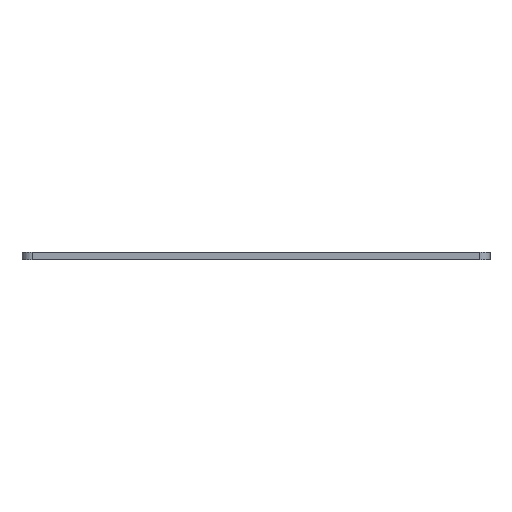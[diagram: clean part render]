
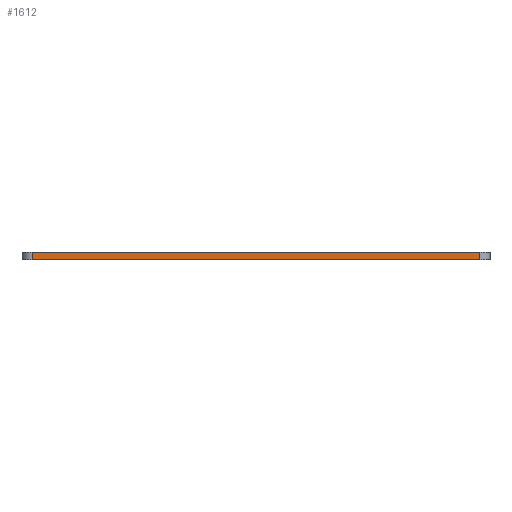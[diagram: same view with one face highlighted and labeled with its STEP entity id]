
A CAD part, left-side view. The second image highlights one B-rep face of the part: STEP entity #1612.
In plain terms, the highlighted planar face has unit normal (-1, 0, 0).
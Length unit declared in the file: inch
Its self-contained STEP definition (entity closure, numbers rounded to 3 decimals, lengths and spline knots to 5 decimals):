
#49=PLANE('',#1761);
#104=FACE_OUTER_BOUND('',#198,.T.);
#198=EDGE_LOOP('',(#1237,#1238,#1239,#1240));
#294=LINE('',#2420,#454);
#343=LINE('',#2591,#503);
#345=LINE('',#2595,#505);
#346=LINE('',#2596,#506);
#454=VECTOR('',#1926,0.3937);
#503=VECTOR('',#2075,0.3937);
#505=VECTOR('',#2079,0.3937);
#506=VECTOR('',#2080,0.3937);
#702=VERTEX_POINT('',#2417);
#703=VERTEX_POINT('',#2419);
#775=VERTEX_POINT('',#2589);
#776=VERTEX_POINT('',#2594);
#870=EDGE_CURVE('',#703,#702,#294,.T.);
#956=EDGE_CURVE('',#775,#702,#343,.T.);
#958=EDGE_CURVE('',#776,#775,#345,.T.);
#959=EDGE_CURVE('',#703,#776,#346,.T.);
#1237=ORIENTED_EDGE('',*,*,#956,.F.);
#1238=ORIENTED_EDGE('',*,*,#958,.F.);
#1239=ORIENTED_EDGE('',*,*,#959,.F.);
#1240=ORIENTED_EDGE('',*,*,#870,.T.);
#1612=ADVANCED_FACE('',(#104),#49,.T.);
#1761=AXIS2_PLACEMENT_3D('',#2593,#2077,#2078);
#1926=DIRECTION('',(0.,-1.,0.));
#2075=DIRECTION('',(0.,0.,-1.));
#2077=DIRECTION('center_axis',(-1.,0.,0.));
#2078=DIRECTION('ref_axis',(0.,-1.,0.));
#2079=DIRECTION('',(0.,-1.,0.));
#2080=DIRECTION('',(0.,0.,1.));
#2417=CARTESIAN_POINT('',(0.8344,-4.43061,0.05945));
#2419=CARTESIAN_POINT('',(0.8344,-0.95453,0.05945));
#2420=CARTESIAN_POINT('',(0.8344,-0.87579,0.05945));
#2589=CARTESIAN_POINT('',(0.8344,-4.43061,0.1185));
#2591=CARTESIAN_POINT('',(0.8344,-4.43061,0.05945));
#2593=CARTESIAN_POINT('Origin',(0.8344,-0.87579,0.05945));
#2594=CARTESIAN_POINT('',(0.8344,-0.95453,0.1185));
#2595=CARTESIAN_POINT('',(0.8344,-0.87579,0.1185));
#2596=CARTESIAN_POINT('',(0.8344,-0.95453,0.05945));
